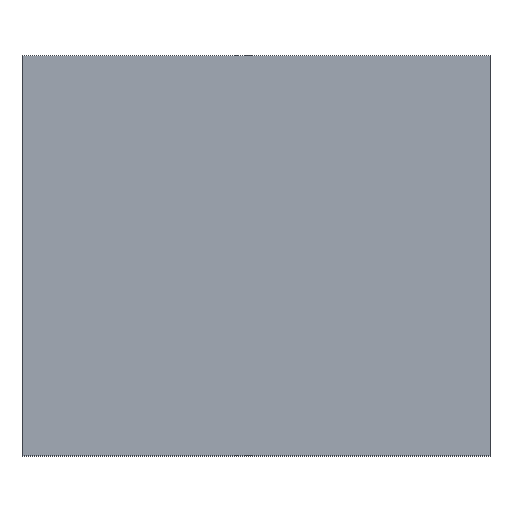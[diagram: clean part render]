
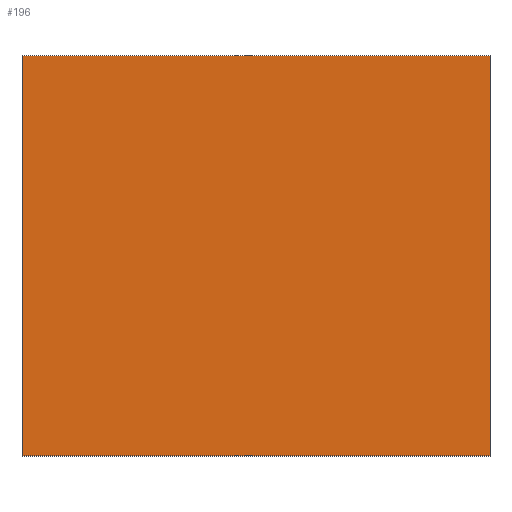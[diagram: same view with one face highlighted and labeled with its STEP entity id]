
A CAD part, top view. The second image highlights one B-rep face of the part: STEP entity #196.
In plain terms, the highlighted planar face has unit normal (0, 0, 1).
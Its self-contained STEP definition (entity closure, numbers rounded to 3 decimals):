
#42=FACE_OUTER_BOUND($,#60,.T.);
#60=EDGE_LOOP($,(#154,#155,#156,#157));
#80=LINE($,#321,#92);
#83=LINE($,#327,#95);
#86=LINE($,#333,#98);
#89=LINE($,#337,#101);
#92=VECTOR($,#253,41.5);
#95=VECTOR($,#258,35.5);
#98=VECTOR($,#263,41.5);
#101=VECTOR($,#268,35.5);
#104=VERTEX_POINT($,#318);
#105=VERTEX_POINT($,#320);
#107=VERTEX_POINT($,#326);
#109=VERTEX_POINT($,#332);
#120=EDGE_CURVE($,#105,#104,#80,.T.);
#123=EDGE_CURVE($,#107,#105,#83,.T.);
#126=EDGE_CURVE($,#109,#107,#86,.T.);
#129=EDGE_CURVE($,#104,#109,#89,.T.);
#154=ORIENTED_EDGE($,*,*,#129,.T.);
#155=ORIENTED_EDGE($,*,*,#126,.T.);
#156=ORIENTED_EDGE($,*,*,#123,.T.);
#157=ORIENTED_EDGE($,*,*,#120,.T.);
#182=PLANE($,#225);
#196=ADVANCED_FACE($,(#42),#182,.T.);
#225=AXIS2_PLACEMENT_3D($,#338,#269,#270);
#253=DIRECTION($,(-1.,0.,0.));
#258=DIRECTION($,(0.,1.,0.));
#263=DIRECTION($,(1.,0.,0.));
#268=DIRECTION($,(0.,-1.,0.));
#269=DIRECTION('center_axis',(0.,0.,1.));
#270=DIRECTION('ref_axis',(1.,0.,0.));
#318=CARTESIAN_POINT('',(-20.75,17.75,25.));
#320=CARTESIAN_POINT('',(20.75,17.75,25.));
#321=CARTESIAN_POINT($,(20.75,17.75,25.));
#326=CARTESIAN_POINT('',(20.75,-17.75,25.));
#327=CARTESIAN_POINT($,(20.75,-17.75,25.));
#332=CARTESIAN_POINT('',(-20.75,-17.75,25.));
#333=CARTESIAN_POINT($,(-20.75,-17.75,25.));
#337=CARTESIAN_POINT($,(-20.75,17.75,25.));
#338=CARTESIAN_POINT('Origin',(0.,0.,25.));
